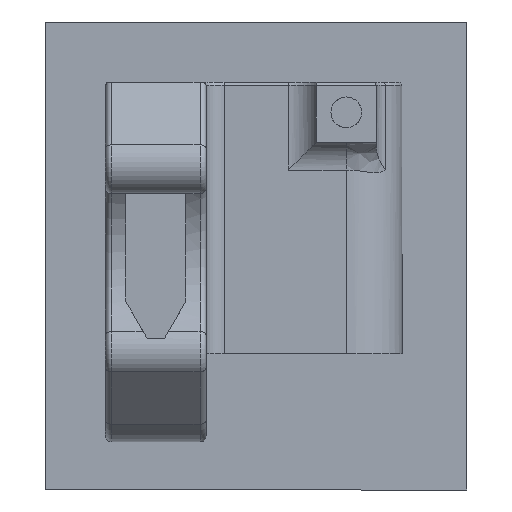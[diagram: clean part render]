
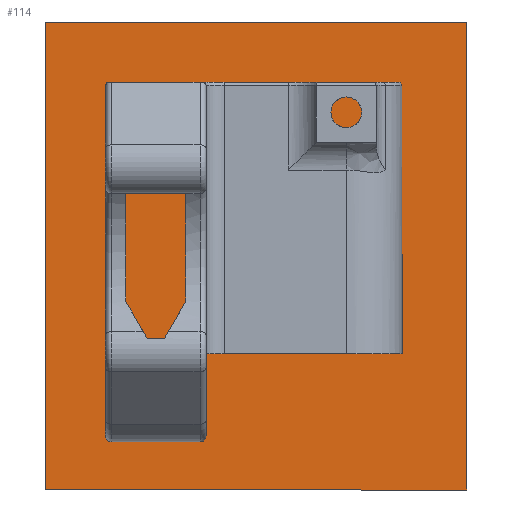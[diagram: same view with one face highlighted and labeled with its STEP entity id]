
A CAD part, left-side view. The second image highlights one B-rep face of the part: STEP entity #114.
In plain terms, the highlighted planar face has unit normal (-1, 0, 0).
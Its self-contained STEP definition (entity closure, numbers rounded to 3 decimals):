
#1 = DIRECTION ( 'NONE',  ( -1., 0., 0. ) ) ;
#114 = ADVANCED_FACE ( 'NONE', ( #2658 ), #3710, .T. ) ;
#137 = ORIENTED_EDGE ( 'NONE', *, *, #3061, .F. ) ;
#256 = ORIENTED_EDGE ( 'NONE', *, *, #969, .F. ) ;
#276 = EDGE_CURVE ( 'NONE', #2469, #2481, #462, .T. ) ;
#333 = CARTESIAN_POINT ( 'NONE',  ( 54., -43.287, -67.718 ) ) ;
#375 = DIRECTION ( 'NONE',  ( 0., 0., 1. ) ) ;
#406 = EDGE_LOOP ( 'NONE', ( #137, #3879, #256, #2409 ) ) ;
#462 = LINE ( 'NONE', #3072, #846 ) ;
#466 = DIRECTION ( 'NONE',  ( 0., 1., 0. ) ) ;
#570 = CARTESIAN_POINT ( 'NONE',  ( 54., 26.7, -67.718 ) ) ;
#612 = CARTESIAN_POINT ( 'NONE',  ( 54., 26.7, 10. ) ) ;
#846 = VECTOR ( 'NONE', #1442, 1000. ) ;
#936 = VECTOR ( 'NONE', #2239, 1000. ) ;
#969 = EDGE_CURVE ( 'NONE', #2481, #3995, #4040, .T. ) ;
#1421 = CARTESIAN_POINT ( 'NONE',  ( 54., 26.7, -67.718 ) ) ;
#1432 = VECTOR ( 'NONE', #466, 1000. ) ;
#1442 = DIRECTION ( 'NONE',  ( 0., 0., 1. ) ) ;
#1791 = CARTESIAN_POINT ( 'NONE',  ( 54., 26.7, 10. ) ) ;
#1829 = EDGE_CURVE ( 'NONE', #3995, #3589, #3602, .T. ) ;
#1880 = AXIS2_PLACEMENT_3D ( 'NONE', #2046, #1, #375 ) ;
#2046 = CARTESIAN_POINT ( 'NONE',  ( 54., 0., 0. ) ) ;
#2239 = DIRECTION ( 'NONE',  ( 0., 0., -1. ) ) ;
#2409 = ORIENTED_EDGE ( 'NONE', *, *, #276, .F. ) ;
#2419 = LINE ( 'NONE', #1421, #1432 ) ;
#2469 = VERTEX_POINT ( 'NONE', #570 ) ;
#2481 = VERTEX_POINT ( 'NONE', #612 ) ;
#2658 = FACE_OUTER_BOUND ( 'NONE', #406, .T. ) ;
#3061 = EDGE_CURVE ( 'NONE', #3589, #2469, #2419, .T. ) ;
#3072 = CARTESIAN_POINT ( 'NONE',  ( 54., 26.7, -67.718 ) ) ;
#3155 = CARTESIAN_POINT ( 'NONE',  ( 54., -43.287, -67.718 ) ) ;
#3348 = VECTOR ( 'NONE', #3386, 1000. ) ;
#3386 = DIRECTION ( 'NONE',  ( 0., -1., 0. ) ) ;
#3589 = VERTEX_POINT ( 'NONE', #3155 ) ;
#3602 = LINE ( 'NONE', #333, #936 ) ;
#3710 = PLANE ( 'NONE',  #1880 ) ;
#3879 = ORIENTED_EDGE ( 'NONE', *, *, #1829, .F. ) ;
#3995 = VERTEX_POINT ( 'NONE', #4132 ) ;
#4040 = LINE ( 'NONE', #1791, #3348 ) ;
#4132 = CARTESIAN_POINT ( 'NONE',  ( 54., -43.287, 10. ) ) ;
